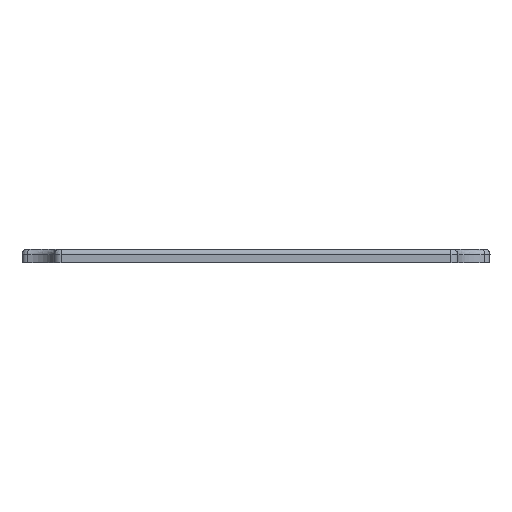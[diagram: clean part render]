
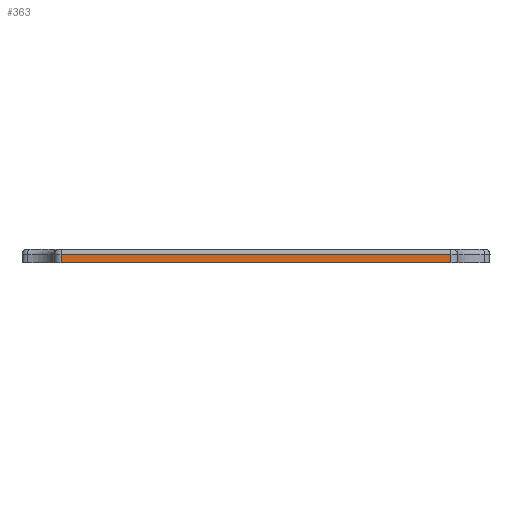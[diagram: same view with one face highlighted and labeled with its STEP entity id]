
A CAD part, left-side view. The second image highlights one B-rep face of the part: STEP entity #363.
In plain terms, the highlighted planar face has unit normal (-1, 0, 0).
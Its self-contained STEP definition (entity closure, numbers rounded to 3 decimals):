
#141 = EDGE_CURVE ( 'NONE', #1645, #271, #2427, .T. ) ;
#150 = DIRECTION ( 'NONE',  ( 1., 0., 0. ) ) ;
#156 = EDGE_CURVE ( 'NONE', #2337, #695, #1861, .T. ) ;
#247 = FACE_OUTER_BOUND ( 'NONE', #737, .T. ) ;
#271 = VERTEX_POINT ( 'NONE', #382 ) ;
#363 = ADVANCED_FACE ( 'NONE', ( #247 ), #1602, .F. ) ;
#382 = CARTESIAN_POINT ( 'NONE',  ( -320.959, -72.148, 1.5 ) ) ;
#453 = CARTESIAN_POINT ( 'NONE',  ( -320.959, -72.148, 2.5 ) ) ;
#478 = CARTESIAN_POINT ( 'NONE',  ( -320.959, -72.148, 0. ) ) ;
#549 = ORIENTED_EDGE ( 'NONE', *, *, #2238, .F. ) ;
#566 = VECTOR ( 'NONE', #2455, 1000. ) ;
#659 = LINE ( 'NONE', #453, #1612 ) ;
#695 = VERTEX_POINT ( 'NONE', #478 ) ;
#698 = VECTOR ( 'NONE', #732, 1000. ) ;
#732 = DIRECTION ( 'NONE',  ( 0., -1., 0. ) ) ;
#737 = EDGE_LOOP ( 'NONE', ( #549, #1489, #1193, #1293 ) ) ;
#854 = AXIS2_PLACEMENT_3D ( 'NONE', #2160, #150, #2365 ) ;
#957 = VECTOR ( 'NONE', #1497, 1000. ) ;
#984 = CARTESIAN_POINT ( 'NONE',  ( -320.959, -0.472, 0. ) ) ;
#1193 = ORIENTED_EDGE ( 'NONE', *, *, #2283, .F. ) ;
#1253 = DIRECTION ( 'NONE',  ( 0., 0., -1. ) ) ;
#1293 = ORIENTED_EDGE ( 'NONE', *, *, #141, .F. ) ;
#1358 = CARTESIAN_POINT ( 'NONE',  ( -320.959, -0.472, 2.5 ) ) ;
#1489 = ORIENTED_EDGE ( 'NONE', *, *, #156, .T. ) ;
#1497 = DIRECTION ( 'NONE',  ( 0., 0., 1. ) ) ;
#1602 = PLANE ( 'NONE',  #854 ) ;
#1606 = CARTESIAN_POINT ( 'NONE',  ( -320.959, -0.472, 1.5 ) ) ;
#1612 = VECTOR ( 'NONE', #1253, 1000. ) ;
#1645 = VERTEX_POINT ( 'NONE', #1606 ) ;
#1861 = LINE ( 'NONE', #2468, #698 ) ;
#1869 = LINE ( 'NONE', #1358, #957 ) ;
#2063 = CARTESIAN_POINT ( 'NONE',  ( -320.959, -0.472, 1.5 ) ) ;
#2160 = CARTESIAN_POINT ( 'NONE',  ( -320.959, -0.472, 2.5 ) ) ;
#2238 = EDGE_CURVE ( 'NONE', #2337, #1645, #1869, .T. ) ;
#2283 = EDGE_CURVE ( 'NONE', #271, #695, #659, .T. ) ;
#2337 = VERTEX_POINT ( 'NONE', #984 ) ;
#2365 = DIRECTION ( 'NONE',  ( 0., 1., 0. ) ) ;
#2427 = LINE ( 'NONE', #2063, #566 ) ;
#2455 = DIRECTION ( 'NONE',  ( 0., -1., 0. ) ) ;
#2468 = CARTESIAN_POINT ( 'NONE',  ( -320.959, -78.047, 0. ) ) ;
